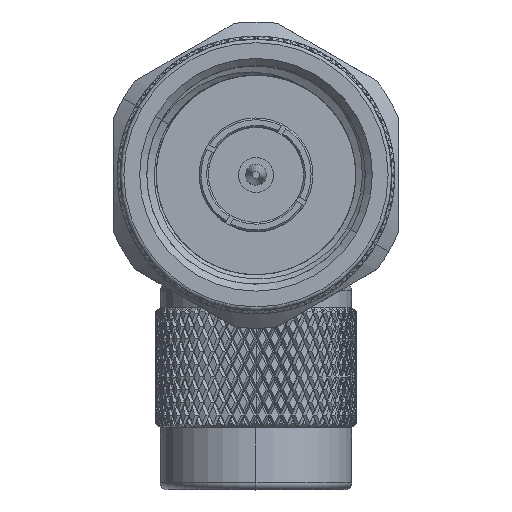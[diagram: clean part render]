
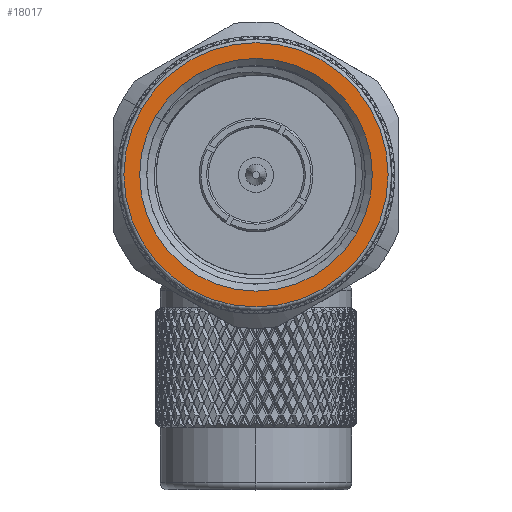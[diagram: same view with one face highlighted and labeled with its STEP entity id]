
A CAD part, top view. The second image highlights one B-rep face of the part: STEP entity #18017.
In plain terms, the highlighted face is planar.
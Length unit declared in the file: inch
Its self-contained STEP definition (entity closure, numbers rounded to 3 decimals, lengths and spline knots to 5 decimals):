
#2984 = CARTESIAN_POINT ( 'NONE',  ( 0., 0., 0.3776 ) ) ;
#7652 = DIRECTION ( 'NONE',  ( -1., 0., 0. ) ) ;
#9252 = EDGE_CURVE ( 'NONE', #111713, #145526, #85832, .T. ) ;
#10546 = AXIS2_PLACEMENT_3D ( 'NONE', #41701, #101043, #160398 ) ;
#16542 = EDGE_LOOP ( 'NONE', ( #38264, #158674 ) ) ;
#18017 = ADVANCED_FACE ( 'NONE', ( #64373, #110105 ), #22516, .F. ) ;
#18211 = DIRECTION ( 'NONE',  ( 0., 0., -1. ) ) ;
#22516 = PLANE ( 'NONE',  #93452 ) ;
#27662 = EDGE_LOOP ( 'NONE', ( #111043, #144436 ) ) ;
#29701 = VERTEX_POINT ( 'NONE', #86460 ) ;
#35184 = DIRECTION ( 'NONE',  ( 0., 0., -1. ) ) ;
#37050 = CARTESIAN_POINT ( 'NONE',  ( 0., 0., -0.3325 ) ) ;
#38264 = ORIENTED_EDGE ( 'NONE', *, *, #190054, .T. ) ;
#41701 = CARTESIAN_POINT ( 'NONE',  ( 0., 0., 0. ) ) ;
#49473 = DIRECTION ( 'NONE',  ( 0., 0., -1. ) ) ;
#52365 = EDGE_CURVE ( 'NONE', #29701, #98482, #69526, .T. ) ;
#64373 = FACE_BOUND ( 'NONE', #27662, .T. ) ;
#69526 = CIRCLE ( 'NONE', #10546, 0.3325 ) ;
#73461 = AXIS2_PLACEMENT_3D ( 'NONE', #80584, #7652, #49473 ) ;
#80584 = CARTESIAN_POINT ( 'NONE',  ( 0., 0., 0. ) ) ;
#85832 = CIRCLE ( 'NONE', #73461, 0.3776 ) ;
#86460 = CARTESIAN_POINT ( 'NONE',  ( 0., 0., 0.3325 ) ) ;
#93452 = AXIS2_PLACEMENT_3D ( 'NONE', #123752, #168489, #35184 ) ;
#98482 = VERTEX_POINT ( 'NONE', #37050 ) ;
#101043 = DIRECTION ( 'NONE',  ( 1., 0., 0. ) ) ;
#103047 = DIRECTION ( 'NONE',  ( 1., 0., 0. ) ) ;
#110105 = FACE_OUTER_BOUND ( 'NONE', #16542, .T. ) ;
#111043 = ORIENTED_EDGE ( 'NONE', *, *, #52365, .T. ) ;
#111146 = AXIS2_PLACEMENT_3D ( 'NONE', #120532, #103047, #178894 ) ;
#111713 = VERTEX_POINT ( 'NONE', #2984 ) ;
#119211 = AXIS2_PLACEMENT_3D ( 'NONE', #122324, #151516, #18211 ) ;
#120532 = CARTESIAN_POINT ( 'NONE',  ( 0., 0., 0. ) ) ;
#122324 = CARTESIAN_POINT ( 'NONE',  ( 0., 0., 0. ) ) ;
#123752 = CARTESIAN_POINT ( 'NONE',  ( 0., 0., 0. ) ) ;
#131574 = CIRCLE ( 'NONE', #119211, 0.3776 ) ;
#144436 = ORIENTED_EDGE ( 'NONE', *, *, #156578, .T. ) ;
#145526 = VERTEX_POINT ( 'NONE', #171056 ) ;
#151516 = DIRECTION ( 'NONE',  ( -1., 0., 0. ) ) ;
#156578 = EDGE_CURVE ( 'NONE', #98482, #29701, #170151, .T. ) ;
#158674 = ORIENTED_EDGE ( 'NONE', *, *, #9252, .T. ) ;
#160398 = DIRECTION ( 'NONE',  ( 0., 0., -1. ) ) ;
#168489 = DIRECTION ( 'NONE',  ( 1., 0., 0. ) ) ;
#170151 = CIRCLE ( 'NONE', #111146, 0.3325 ) ;
#171056 = CARTESIAN_POINT ( 'NONE',  ( 0., 0., -0.3776 ) ) ;
#178894 = DIRECTION ( 'NONE',  ( 0., 0., -1. ) ) ;
#190054 = EDGE_CURVE ( 'NONE', #145526, #111713, #131574, .T. ) ;
